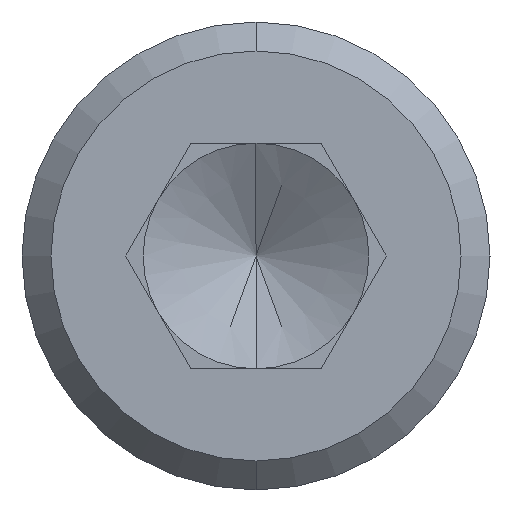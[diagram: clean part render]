
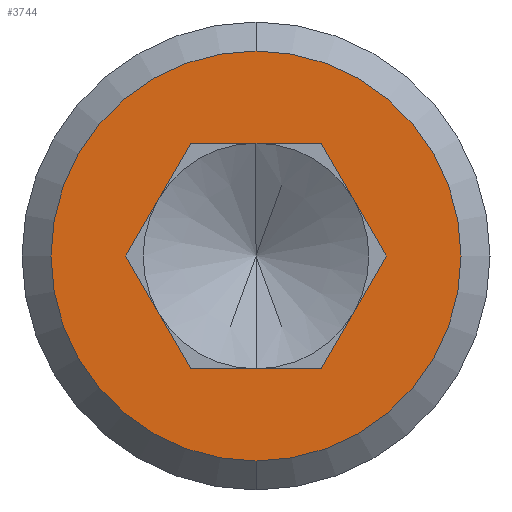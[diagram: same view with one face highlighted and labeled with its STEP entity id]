
A CAD part, left-side view. The second image highlights one B-rep face of the part: STEP entity #3744.
In plain terms, the highlighted planar face has unit normal (-1, 0, 0).
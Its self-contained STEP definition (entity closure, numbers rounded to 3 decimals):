
#3 = CARTESIAN_POINT ( 'NONE',  ( 0.29, 4.277, 7.93 ) ) ;
#16 = DIRECTION ( 'NONE',  ( 0., 1., 0. ) ) ;
#69 = CARTESIAN_POINT ( 'NONE',  ( 0.29, 7.474, 7.93 ) ) ;
#122 = DIRECTION ( 'NONE',  ( 0., -0.5, -0.866 ) ) ;
#146 = CARTESIAN_POINT ( 'NONE',  ( 0.29, 6.675, 6.546 ) ) ;
#192 = DIRECTION ( 'NONE',  ( 0., 0.5, -0.866 ) ) ;
#205 = DIRECTION ( 'NONE',  ( 0., -1., 0. ) ) ;
#262 = DIRECTION ( 'NONE',  ( 0., -0.5, -0.866 ) ) ;
#337 = CARTESIAN_POINT ( 'NONE',  ( 0.29, 6.675, 9.314 ) ) ;
#347 = CARTESIAN_POINT ( 'NONE',  ( 0.29, 5.876, 7.93 ) ) ;
#352 = VERTEX_POINT ( 'NONE', #2423 ) ;
#360 = DIRECTION ( 'NONE',  ( -1., 0., 0. ) ) ;
#389 = CARTESIAN_POINT ( 'NONE',  ( 0.29, 7.474, 7.93 ) ) ;
#390 = AXIS2_PLACEMENT_3D ( 'NONE', #2670, #725, #2972 ) ;
#396 = VECTOR ( 'NONE', #205, 1000. ) ;
#493 = LINE ( 'NONE', #146, #396 ) ;
#590 = LINE ( 'NONE', #2495, #1340 ) ;
#725 = DIRECTION ( 'NONE',  ( -1., 0., 0. ) ) ;
#963 = AXIS2_PLACEMENT_3D ( 'NONE', #3459, #3473, #3482 ) ;
#1135 = VERTEX_POINT ( 'NONE', #3705 ) ;
#1289 = ORIENTED_EDGE ( 'NONE', *, *, #3014, .F. ) ;
#1340 = VECTOR ( 'NONE', #16, 1000. ) ;
#1522 = AXIS2_PLACEMENT_3D ( 'NONE', #347, #360, #2056 ) ;
#1598 = EDGE_LOOP ( 'NONE', ( #3190, #3191, #3408, #3587, #3821, #1289 ) ) ;
#1708 = VERTEX_POINT ( 'NONE', #337 ) ;
#1894 = ORIENTED_EDGE ( 'NONE', *, *, #3360, .T. ) ;
#1917 = VERTEX_POINT ( 'NONE', #3934 ) ;
#2022 = CARTESIAN_POINT ( 'NONE',  ( 0.29, 4.277, 7.93 ) ) ;
#2056 = DIRECTION ( 'NONE',  ( 0., 0., 1. ) ) ;
#2088 = LINE ( 'NONE', #69, #2858 ) ;
#2212 = LINE ( 'NONE', #3, #3788 ) ;
#2265 = CARTESIAN_POINT ( 'NONE',  ( 0.29, 5.077, 6.546 ) ) ;
#2423 = CARTESIAN_POINT ( 'NONE',  ( 0.29, 5.876, 5.416 ) ) ;
#2495 = CARTESIAN_POINT ( 'NONE',  ( 0.29, 5.077, 9.314 ) ) ;
#2670 = CARTESIAN_POINT ( 'NONE',  ( 0.29, 5.876, 7.93 ) ) ;
#2744 = CARTESIAN_POINT ( 'NONE',  ( 0.29, 5.077, 9.314 ) ) ;
#2751 = CIRCLE ( 'NONE', #963, 2.515 ) ;
#2807 = CARTESIAN_POINT ( 'NONE',  ( 0.29, 5.077, 9.314 ) ) ;
#2858 = VECTOR ( 'NONE', #262, 1000. ) ;
#2955 = VECTOR ( 'NONE', #122, 1000. ) ;
#2972 = DIRECTION ( 'NONE',  ( 0., 0., 1. ) ) ;
#2991 = DIRECTION ( 'NONE',  ( 0., -0.5, 0.866 ) ) ;
#2998 = EDGE_CURVE ( 'NONE', #3454, #1708, #3140, .T. ) ;
#2999 = EDGE_CURVE ( 'NONE', #3893, #1708, #590, .T. ) ;
#3003 = EDGE_CURVE ( 'NONE', #3893, #3347, #3714, .T. ) ;
#3008 = EDGE_CURVE ( 'NONE', #3347, #3502, #2212, .T. ) ;
#3013 = EDGE_CURVE ( 'NONE', #1135, #3502, #493, .T. ) ;
#3014 = EDGE_CURVE ( 'NONE', #3454, #1135, #2088, .T. ) ;
#3018 = EDGE_CURVE ( 'NONE', #352, #1917, #3640, .T. ) ;
#3047 = VECTOR ( 'NONE', #2991, 1000. ) ;
#3140 = LINE ( 'NONE', #389, #3047 ) ;
#3166 = FACE_OUTER_BOUND ( 'NONE', #3725, .T. ) ;
#3190 = ORIENTED_EDGE ( 'NONE', *, *, #2998, .T. ) ;
#3191 = ORIENTED_EDGE ( 'NONE', *, *, #2999, .F. ) ;
#3247 = PLANE ( 'NONE',  #390 ) ;
#3250 = FACE_BOUND ( 'NONE', #1598, .T. ) ;
#3347 = VERTEX_POINT ( 'NONE', #2022 ) ;
#3360 = EDGE_CURVE ( 'NONE', #1917, #352, #2751, .T. ) ;
#3408 = ORIENTED_EDGE ( 'NONE', *, *, #3003, .T. ) ;
#3436 = CARTESIAN_POINT ( 'NONE',  ( 0.29, 7.474, 7.93 ) ) ;
#3454 = VERTEX_POINT ( 'NONE', #3436 ) ;
#3459 = CARTESIAN_POINT ( 'NONE',  ( 0.29, 5.876, 7.93 ) ) ;
#3473 = DIRECTION ( 'NONE',  ( -1., 0., 0. ) ) ;
#3482 = DIRECTION ( 'NONE',  ( 0., 0., 1. ) ) ;
#3502 = VERTEX_POINT ( 'NONE', #2265 ) ;
#3587 = ORIENTED_EDGE ( 'NONE', *, *, #3008, .T. ) ;
#3640 = CIRCLE ( 'NONE', #1522, 2.515 ) ;
#3676 = ORIENTED_EDGE ( 'NONE', *, *, #3018, .T. ) ;
#3705 = CARTESIAN_POINT ( 'NONE',  ( 0.29, 6.675, 6.546 ) ) ;
#3714 = LINE ( 'NONE', #2807, #2955 ) ;
#3725 = EDGE_LOOP ( 'NONE', ( #3676, #1894 ) ) ;
#3744 = ADVANCED_FACE ( 'NONE', ( #3250, #3166 ), #3247, .T. ) ;
#3788 = VECTOR ( 'NONE', #192, 1000. ) ;
#3821 = ORIENTED_EDGE ( 'NONE', *, *, #3013, .F. ) ;
#3893 = VERTEX_POINT ( 'NONE', #2744 ) ;
#3934 = CARTESIAN_POINT ( 'NONE',  ( 0.29, 5.876, 10.445 ) ) ;
